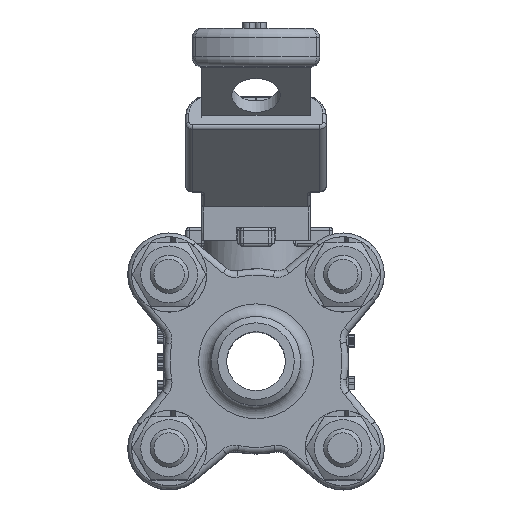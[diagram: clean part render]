
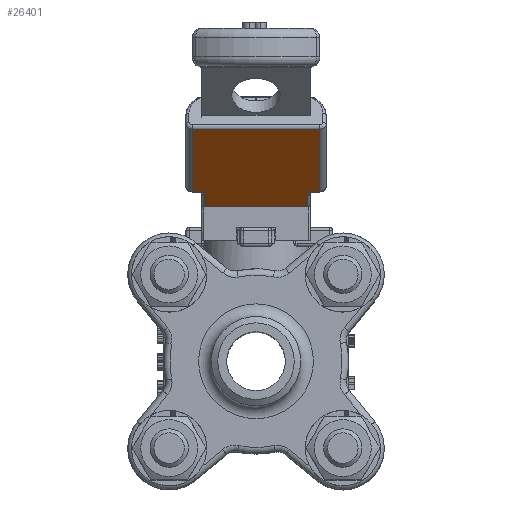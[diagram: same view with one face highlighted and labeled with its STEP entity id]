
A CAD part, top view. The second image highlights one B-rep face of the part: STEP entity #26401.
In plain terms, the highlighted planar face has unit normal (0, -0.719, 0.695).
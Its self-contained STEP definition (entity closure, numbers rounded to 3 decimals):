
#1664=PLANE('',#28007);
#2623=FACE_OUTER_BOUND('',#4154,.T.);
#4154=EDGE_LOOP('',(#17132,#17133,#17134,#17135,#17136,#17137,#17138,#17139,
#17140,#17141));
#5818=CIRCLE('',#27947,1.);
#5832=CIRCLE('',#27972,1.);
#6613=LINE('',#35744,#8595);
#6631=LINE('',#35830,#8613);
#6633=LINE('',#35833,#8615);
#6640=LINE('',#35881,#8622);
#6647=LINE('',#35941,#8629);
#6656=LINE('',#35963,#8638);
#6657=LINE('',#35967,#8639);
#6658=LINE('',#35968,#8640);
#8595=VECTOR('',#29925,16.);
#8613=VECTOR('',#30015,1.);
#8615=VECTOR('',#30019,2.5);
#8622=VECTOR('',#30054,1.);
#8629=VECTOR('',#30103,2.5);
#8638=VECTOR('',#30126,14.);
#8639=VECTOR('',#30131,14.);
#8640=VECTOR('',#30132,20.);
#10594=VERTEX_POINT('',#35741);
#10595=VERTEX_POINT('',#35743);
#10611=VERTEX_POINT('',#35794);
#10612=VERTEX_POINT('',#35796);
#10618=VERTEX_POINT('',#35826);
#10624=VERTEX_POINT('',#35868);
#10625=VERTEX_POINT('',#35869);
#10628=VERTEX_POINT('',#35877);
#10648=VERTEX_POINT('',#35962);
#10649=VERTEX_POINT('',#35966);
#13073=EDGE_CURVE('',#10594,#10595,#6613,.T.);
#13100=EDGE_CURVE('',#10611,#10612,#5818,.T.);
#13113=EDGE_CURVE('',#10618,#10611,#6631,.T.);
#13115=EDGE_CURVE('',#10612,#10594,#6633,.T.);
#13127=EDGE_CURVE('',#10624,#10625,#5832,.T.);
#13133=EDGE_CURVE('',#10625,#10628,#6640,.T.);
#13156=EDGE_CURVE('',#10595,#10624,#6647,.T.);
#13167=EDGE_CURVE('',#10648,#10628,#6656,.T.);
#13169=EDGE_CURVE('',#10649,#10618,#6657,.T.);
#13170=EDGE_CURVE('',#10648,#10649,#6658,.T.);
#17132=ORIENTED_EDGE('',*,*,#13113,.F.);
#17133=ORIENTED_EDGE('',*,*,#13169,.F.);
#17134=ORIENTED_EDGE('',*,*,#13170,.F.);
#17135=ORIENTED_EDGE('',*,*,#13167,.T.);
#17136=ORIENTED_EDGE('',*,*,#13133,.F.);
#17137=ORIENTED_EDGE('',*,*,#13127,.F.);
#17138=ORIENTED_EDGE('',*,*,#13156,.F.);
#17139=ORIENTED_EDGE('',*,*,#13073,.F.);
#17140=ORIENTED_EDGE('',*,*,#13115,.F.);
#17141=ORIENTED_EDGE('',*,*,#13100,.F.);
#26401=ADVANCED_FACE('',(#2623),#1664,.T.);
#27947=AXIS2_PLACEMENT_3D('',#35797,#29981,#29982);
#27972=AXIS2_PLACEMENT_3D('',#35870,#30041,#30042);
#28007=AXIS2_PLACEMENT_3D('',#35965,#30129,#30130);
#29925=DIRECTION('',(-1.,0.,0.));
#29981=DIRECTION('center_axis',(0.,-0.719,
0.695));
#29982=DIRECTION('ref_axis',(-0.707,0.492,0.508));
#30015=DIRECTION('',(-1.,0.,0.));
#30019=DIRECTION('',(0.,-0.695,-0.719));
#30041=DIRECTION('center_axis',(0.,-0.719,
0.695));
#30042=DIRECTION('ref_axis',(0.707,0.492,0.508));
#30054=DIRECTION('',(-1.,0.,0.));
#30103=DIRECTION('',(0.,0.695,0.719));
#30126=DIRECTION('',(0.,-0.695,-0.719));
#30129=DIRECTION('center_axis',(0.,-0.719,
0.695));
#30130=DIRECTION('ref_axis',(-1.,0.,0.));
#30131=DIRECTION('',(0.,-0.695,-0.719));
#30132=DIRECTION('',(1.,0.,0.));
#35741=CARTESIAN_POINT('',(7.999,24.203,10.754));
#35743=CARTESIAN_POINT('',(-8.001,24.203,10.754));
#35744=CARTESIAN_POINT('',(-4.251,24.203,10.754));
#35794=CARTESIAN_POINT('',(8.999,26.636,13.27));
#35796=CARTESIAN_POINT('',(7.999,25.941,12.551));
#35797=CARTESIAN_POINT('Origin',(8.999,25.941,12.551));
#35826=CARTESIAN_POINT('',(9.999,26.636,13.27));
#35830=CARTESIAN_POINT('',(5.,26.636,13.27));
#35833=CARTESIAN_POINT('',(7.999,30.46,17.223));
#35868=CARTESIAN_POINT('',(-8.001,25.941,12.551));
#35869=CARTESIAN_POINT('',(-9.001,26.636,13.27));
#35870=CARTESIAN_POINT('Origin',(-9.001,25.941,12.551));
#35877=CARTESIAN_POINT('',(-10.001,26.636,13.27));
#35881=CARTESIAN_POINT('',(5.,26.636,13.27));
#35941=CARTESIAN_POINT('',(-8.001,31.503,18.301));
#35962=CARTESIAN_POINT('',(-10.001,36.371,23.332));
#35963=CARTESIAN_POINT('',(-10.001,36.718,23.691));
#35965=CARTESIAN_POINT('Origin',(9.999,36.718,23.691));
#35966=CARTESIAN_POINT('',(9.999,36.371,23.332));
#35967=CARTESIAN_POINT('',(9.999,36.718,23.691));
#35968=CARTESIAN_POINT('',(5.,36.371,23.332));
